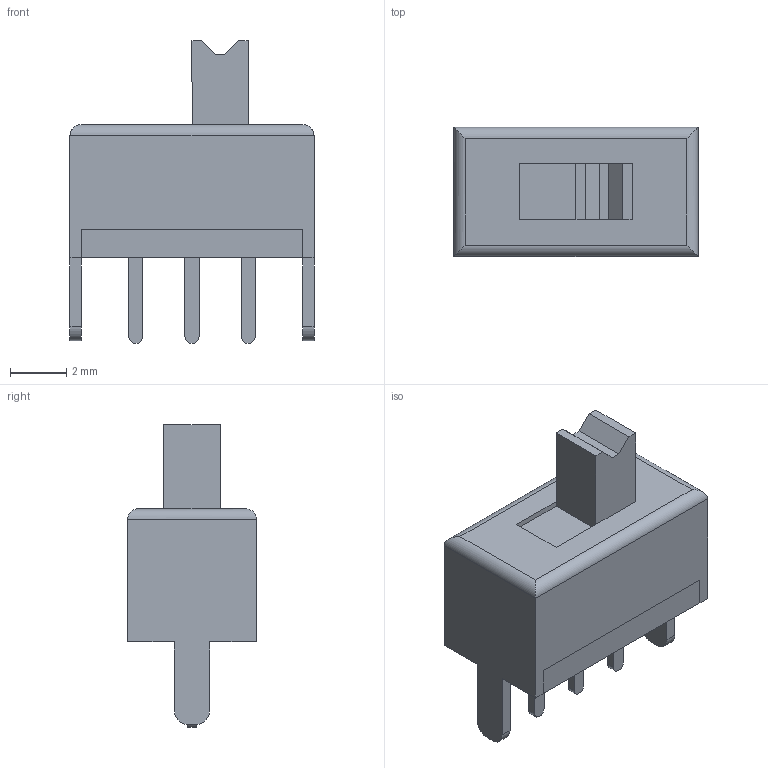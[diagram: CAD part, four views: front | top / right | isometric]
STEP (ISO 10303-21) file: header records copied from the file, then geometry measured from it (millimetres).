
FILE_DESCRIPTION (( 'STEP AP214' ), '1' );
FILE_NAME ('1P2T_8d7x4d7.STEP', '2018-09-23T05:41:44', ( '' ), ( '' ), 'SwSTEP 2.0', 'SolidWorks 2018', '' );
FILE_SCHEMA (( 'AUTOMOTIVE_DESIGN' ));
Length unit declared in the file: millimetre
Products named in the file (1): 1P2T_8d7x4d7
Bounding box: 8.7 x 4.6 x 10.8 mm (x, y, z)
Volume: 204.2 mm3; surface area: 356.2 mm2
Topology: 2 solids, 2 shells, 60 faces, 150 edges, 98 vertices
Faces by surface type: plane 49, cylinder 11
Entity records: 1913 total; most frequent: CARTESIAN_POINT 321, ORIENTED_EDGE 300, DIRECTION 282, EDGE_CURVE 150, LINE 132, VECTOR 132, VERTEX_POINT 98, AXIS2_PLACEMENT_3D 75
